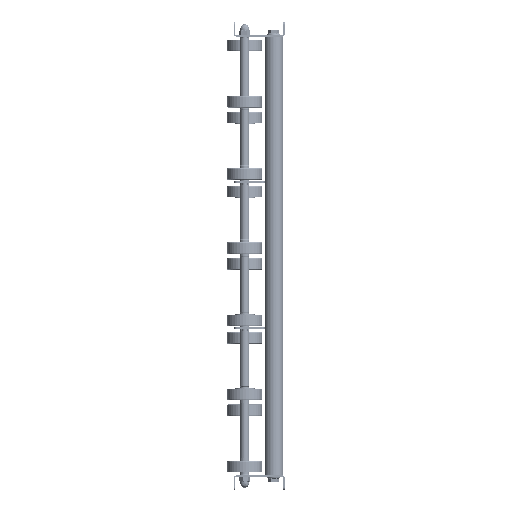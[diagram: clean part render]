
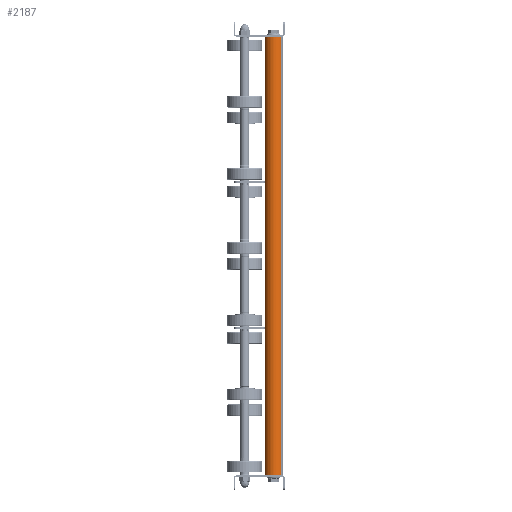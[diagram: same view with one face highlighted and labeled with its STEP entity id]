
A CAD part, left-side view. The second image highlights one B-rep face of the part: STEP entity #2187.
In plain terms, the highlighted cylindrical face has radius 12.5 mm (diameter 25 mm), a partial arc.
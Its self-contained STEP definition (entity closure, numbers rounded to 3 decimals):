
#2187 = ADVANCED_FACE ( 'NONE', ( #9098 ), #9537, .T. ) ;
#2548 = CIRCLE ( 'NONE', #19050, 12.5 ) ;
#2824 = DIRECTION ( 'NONE',  ( -1., 0., 0. ) ) ;
#3197 = LINE ( 'NONE', #16070, #7019 ) ;
#3794 = AXIS2_PLACEMENT_3D ( 'NONE', #13812, #20737, #16314 ) ;
#3934 = VECTOR ( 'NONE', #15134, 1000. ) ;
#4952 = CARTESIAN_POINT ( 'NONE',  ( 599., 0., 12.5 ) ) ;
#5132 = CARTESIAN_POINT ( 'NONE',  ( 599., 0., -12.5 ) ) ;
#7019 = VECTOR ( 'NONE', #25085, 1000. ) ;
#7501 = CARTESIAN_POINT ( 'NONE',  ( 1., 0., -12.5 ) ) ;
#7787 = EDGE_CURVE ( 'NONE', #22693, #17467, #3197, .T. ) ;
#8192 = DIRECTION ( 'NONE',  ( 1., 0., 0. ) ) ;
#9098 = FACE_OUTER_BOUND ( 'NONE', #26452, .T. ) ;
#9537 = CYLINDRICAL_SURFACE ( 'NONE', #3794, 12.5 ) ;
#10118 = ORIENTED_EDGE ( 'NONE', *, *, #12410, .T. ) ;
#10370 = ORIENTED_EDGE ( 'NONE', *, *, #7787, .F. ) ;
#11786 = EDGE_CURVE ( 'NONE', #26258, #17467, #25185, .T. ) ;
#12410 = EDGE_CURVE ( 'NONE', #22693, #21852, #2548, .T. ) ;
#12888 = AXIS2_PLACEMENT_3D ( 'NONE', #21619, #8192, #28448 ) ;
#13468 = EDGE_CURVE ( 'NONE', #21852, #26258, #21486, .T. ) ;
#13812 = CARTESIAN_POINT ( 'NONE',  ( 600., 0., 0. ) ) ;
#14188 = CARTESIAN_POINT ( 'NONE',  ( 1., 0., 12.5 ) ) ;
#15134 = DIRECTION ( 'NONE',  ( -1., 0., 0. ) ) ;
#16070 = CARTESIAN_POINT ( 'NONE',  ( 600., 0., -12.5 ) ) ;
#16314 = DIRECTION ( 'NONE',  ( 0., 0., 1. ) ) ;
#17467 = VERTEX_POINT ( 'NONE', #7501 ) ;
#18917 = CARTESIAN_POINT ( 'NONE',  ( 599., 0., 0. ) ) ;
#19050 = AXIS2_PLACEMENT_3D ( 'NONE', #18917, #2824, #27661 ) ;
#20291 = ORIENTED_EDGE ( 'NONE', *, *, #13468, .T. ) ;
#20737 = DIRECTION ( 'NONE',  ( -1., 0., 0. ) ) ;
#21486 = LINE ( 'NONE', #26380, #3934 ) ;
#21619 = CARTESIAN_POINT ( 'NONE',  ( 1., 0., 0. ) ) ;
#21852 = VERTEX_POINT ( 'NONE', #4952 ) ;
#22693 = VERTEX_POINT ( 'NONE', #5132 ) ;
#23375 = ORIENTED_EDGE ( 'NONE', *, *, #11786, .T. ) ;
#25085 = DIRECTION ( 'NONE',  ( -1., 0., 0. ) ) ;
#25185 = CIRCLE ( 'NONE', #12888, 12.5 ) ;
#26258 = VERTEX_POINT ( 'NONE', #14188 ) ;
#26380 = CARTESIAN_POINT ( 'NONE',  ( 600., 0., 12.5 ) ) ;
#26452 = EDGE_LOOP ( 'NONE', ( #10370, #10118, #20291, #23375 ) ) ;
#27661 = DIRECTION ( 'NONE',  ( 0., 0., -1. ) ) ;
#28448 = DIRECTION ( 'NONE',  ( 0., 0., -1. ) ) ;
